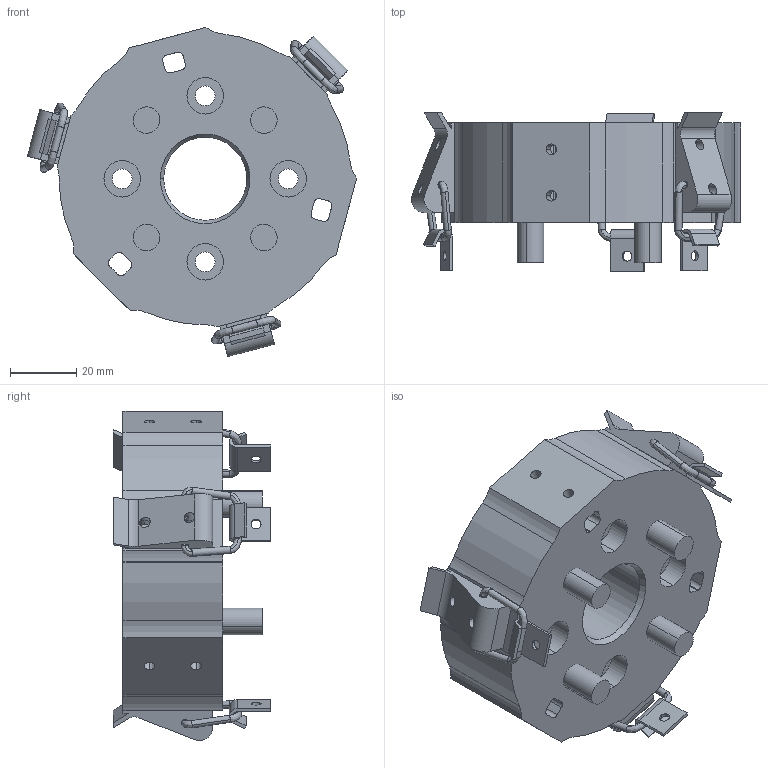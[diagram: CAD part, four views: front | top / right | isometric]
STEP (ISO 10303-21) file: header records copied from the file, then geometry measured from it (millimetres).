
FILE_DESCRIPTION (( 'STEP AP214' ), '1' );
FILE_NAME ('attachment_short_assembly_with_clamps.STEP', '2020-11-05T18:48:53', ( '' ), ( '' ), 'SwSTEP 2.0', 'SolidWorks 2020', '' );
FILE_SCHEMA (( 'AUTOMOTIVE_DESIGN' ));
Length unit declared in the file: millimetre
Products named in the file (9): V3_clamping_assembly; V3_u_rod; V3_connector_main; attachment_short; rod; attachment_short_assembly_with_clamps; Part2^V3_clamping_assembly
Assembly tree (17 placements, depth 3):
  attachment_short_assembly_with_clamps
    attachment_short
    rod  x4
    V3_clamping_assembly
      V3_connector_main
      Part2^V3_clamping_assembly
      V3_u_rod
    V3_clamping_assembly
      V3_connector_main
      Part2^V3_clamping_assembly
      V3_u_rod
    V3_clamping_assembly
      V3_connector_main
      Part2^V3_clamping_assembly
      V3_u_rod
Bounding box: 99.15 x 47.58 x 99.15 mm (x, y, z)
Volume: 145611.3 mm3; surface area: 42173.2 mm2
Topology: 14 solids, 14 shells, 514 faces, 1373 edges, 901 vertices
Faces by surface type: plane 256, cylinder 191, bspline 57, cone 10
Entity records: 16922 total; most frequent: CARTESIAN_POINT 6497, ORIENTED_EDGE 2142, DIRECTION 2000, EDGE_CURVE 1071, VERTEX_POINT 709, VECTOR 688, LINE 688, AXIS2_PLACEMENT_3D 656
